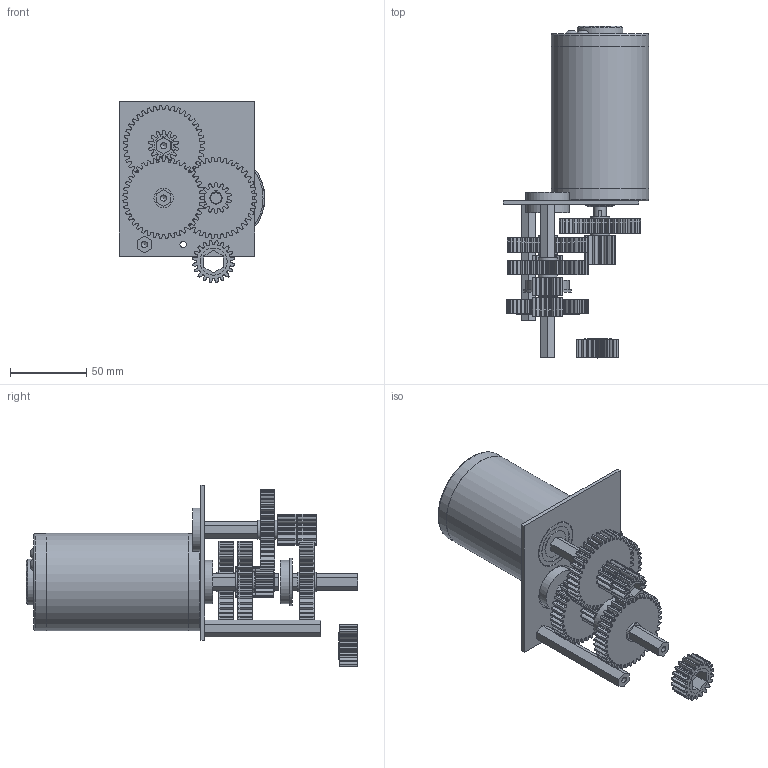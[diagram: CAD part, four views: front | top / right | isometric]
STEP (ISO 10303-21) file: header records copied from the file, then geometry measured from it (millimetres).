
FILE_DESCRIPTION(/* description */ ('STEP AP242','CAx-IF Rec.Pracs.---Representation and Presentation of Product Manufacturing Information (PMI)---4.0---2014-10-13','CAx-IF Rec.Pracs.---3D Tessellated Geometry---0.4---2014-09-14','2;1'),/* implementation_level */ '2;1');
FILE_NAME(/* name */ '6275cc3ee3fc1f616b4b8b6d',/* time_stamp */ '2022-05-07T01:32:47+00:00',/* author */ (''),/* organization */ (''),/* preprocessor_version */ 'ST-DEVELOPER v18.101',/* originating_system */ ' ',/* authorisation */ ' ');
FILE_SCHEMA (('AP242_MANAGED_MODEL_BASED_3D_ENGINEERING_MIM_LF { 1 0 10303 442 1 1 4 }'));
Length unit declared in the file: metre
Products named in the file (11): gearbox prototype; 3" L x 3/8" Hex x 10-32 Tapped Hex Standoff; .375" Hex ID 1.125" OD Flanged Bearing (217-2735); Spur Gear (40T, 20DP, 3/8" Hex Bore); 2" L x 3/8" Hex x 10-32 Tapped Hex Standoff; Spur Gear (14T, 20DP, 3/8" Hex Bore); Part 1; Assembly with gears not attached <1>; CIM Motor (217-2000); 14t 20dp Steel Cim Pinion (217-3414); Spur Gear (20T, 20DP, 1/2" Hex Bore)
Assembly tree (19 placements, depth 3):
  gearbox prototype
    3" L x 3/8" Hex x 10-32 Tapped Hex Standoff  x2
    .375" Hex ID 1.125" OD Flanged Bearing (217-2735)  x3
    Spur Gear (40T, 20DP, 3/8" Hex Bore)
    2" L x 3/8" Hex x 10-32 Tapped Hex Standoff  x2
    Spur Gear (14T, 20DP, 3/8" Hex Bore)
    Part 1
    Assembly with gears not attached <1>
      Spur Gear (40T, 20DP, 3/8" Hex Bore)  x3
      Spur Gear (14T, 20DP, 3/8" Hex Bore)  x2
      CIM Motor (217-2000)
      14t 20dp Steel Cim Pinion (217-3414)
      Spur Gear (20T, 20DP, 1/2" Hex Bore)
Bounding box: 95.5 x 217.7 x 119.05 mm (x, y, z)
Volume: 495182.7 mm3; surface area: 107471.2 mm2
Topology: 18 solids, 18 shells, 1603 faces, 4599 edges, 3067 vertices
Faces by surface type: cylinder 958, bspline 458, plane 170, cone 15, torus 2
Full cylindrical faces by diameter (mm): 4.039 x10, 4.064 x2, 8 x1, 8.636 x2, 12.7 x14, 17.78 x2, 19.05 x4, 19.304 x1, 25.4 x3, 28.55 x3, 30.074 x1, 31.115 x3, 31.242 x2, 32.004 x2, 63.754 x2, 64.008 x1
Entity records: 33158 total; most frequent: CARTESIAN_POINT 17555, ORIENTED_EDGE 3258, DIRECTION 2914, EDGE_CURVE 1629, AXIS2_PLACEMENT_3D 1152, VERTEX_POINT 1115, CIRCLE 693, FACE_BOUND 690
